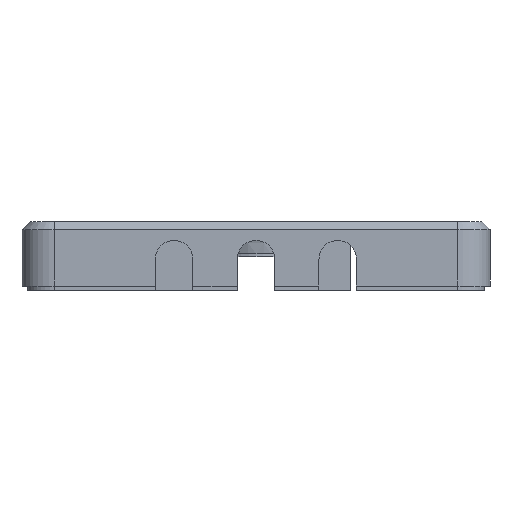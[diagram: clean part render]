
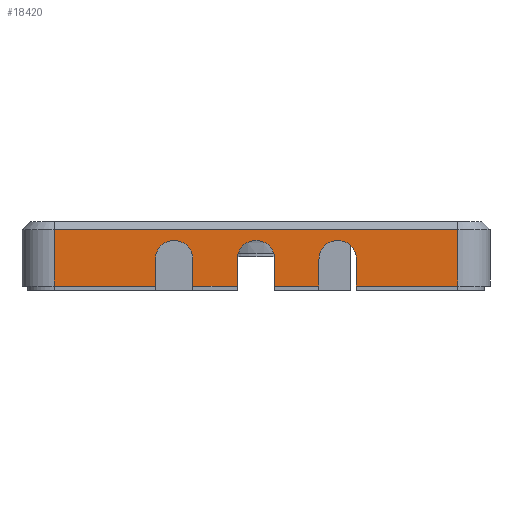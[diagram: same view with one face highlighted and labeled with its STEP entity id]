
A CAD part, front view. The second image highlights one B-rep face of the part: STEP entity #18420.
In plain terms, the highlighted planar face has unit normal (0, -1, 0).
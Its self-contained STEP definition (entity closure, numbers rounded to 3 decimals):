
#322=CIRCLE('',#19213,3.5);
#323=CIRCLE('',#19214,3.5);
#324=CIRCLE('',#19215,3.5);
#1481=FACE_OUTER_BOUND('',#2571,.T.);
#2571=EDGE_LOOP('',(#15962,#15963,#15964,#15965,#15966,#15967,#15968,#15969,
#15970,#15971,#15972,#15973,#15974,#15975,#15976,#15977));
#4903=LINE('',#32634,#6819);
#4907=LINE('',#32647,#6823);
#4909=LINE('',#32653,#6825);
#4910=LINE('',#32655,#6826);
#4911=LINE('',#32657,#6827);
#4912=LINE('',#32661,#6828);
#4913=LINE('',#32663,#6829);
#4914=LINE('',#32665,#6830);
#4915=LINE('',#32669,#6831);
#4916=LINE('',#32671,#6832);
#4917=LINE('',#32673,#6833);
#4918=LINE('',#32677,#6834);
#4919=LINE('',#32678,#6835);
#6819=VECTOR('',#22185,10.);
#6823=VECTOR('',#22201,10.);
#6825=VECTOR('',#22207,10.);
#6826=VECTOR('',#22208,10.);
#6827=VECTOR('',#22209,10.);
#6828=VECTOR('',#22212,10.);
#6829=VECTOR('',#22213,10.);
#6830=VECTOR('',#22214,10.);
#6831=VECTOR('',#22217,10.);
#6832=VECTOR('',#22218,10.);
#6833=VECTOR('',#22219,10.);
#6834=VECTOR('',#22222,10.);
#6835=VECTOR('',#22223,10.);
#8679=VERTEX_POINT('',#32624);
#8681=VERTEX_POINT('',#32632);
#8684=VERTEX_POINT('',#32646);
#8686=VERTEX_POINT('',#32652);
#8687=VERTEX_POINT('',#32654);
#8688=VERTEX_POINT('',#32656);
#8689=VERTEX_POINT('',#32658);
#8690=VERTEX_POINT('',#32660);
#8691=VERTEX_POINT('',#32662);
#8692=VERTEX_POINT('',#32664);
#8693=VERTEX_POINT('',#32666);
#8694=VERTEX_POINT('',#32668);
#8695=VERTEX_POINT('',#32670);
#8696=VERTEX_POINT('',#32672);
#8697=VERTEX_POINT('',#32674);
#8698=VERTEX_POINT('',#32676);
#11164=EDGE_CURVE('',#8679,#8681,#4903,.T.);
#11170=EDGE_CURVE('',#8684,#8681,#4907,.T.);
#11173=EDGE_CURVE('',#8686,#8679,#4909,.T.);
#11174=EDGE_CURVE('',#8687,#8686,#4910,.T.);
#11175=EDGE_CURVE('',#8688,#8687,#4911,.T.);
#11176=EDGE_CURVE('',#8689,#8688,#322,.T.);
#11177=EDGE_CURVE('',#8689,#8690,#4912,.T.);
#11178=EDGE_CURVE('',#8691,#8690,#4913,.T.);
#11179=EDGE_CURVE('',#8692,#8691,#4914,.T.);
#11180=EDGE_CURVE('',#8693,#8692,#323,.T.);
#11181=EDGE_CURVE('',#8693,#8694,#4915,.T.);
#11182=EDGE_CURVE('',#8695,#8694,#4916,.T.);
#11183=EDGE_CURVE('',#8696,#8695,#4917,.T.);
#11184=EDGE_CURVE('',#8697,#8696,#324,.T.);
#11185=EDGE_CURVE('',#8697,#8698,#4918,.T.);
#11186=EDGE_CURVE('',#8684,#8698,#4919,.T.);
#15962=ORIENTED_EDGE('',*,*,#11164,.F.);
#15963=ORIENTED_EDGE('',*,*,#11173,.F.);
#15964=ORIENTED_EDGE('',*,*,#11174,.F.);
#15965=ORIENTED_EDGE('',*,*,#11175,.F.);
#15966=ORIENTED_EDGE('',*,*,#11176,.F.);
#15967=ORIENTED_EDGE('',*,*,#11177,.T.);
#15968=ORIENTED_EDGE('',*,*,#11178,.F.);
#15969=ORIENTED_EDGE('',*,*,#11179,.F.);
#15970=ORIENTED_EDGE('',*,*,#11180,.F.);
#15971=ORIENTED_EDGE('',*,*,#11181,.T.);
#15972=ORIENTED_EDGE('',*,*,#11182,.F.);
#15973=ORIENTED_EDGE('',*,*,#11183,.F.);
#15974=ORIENTED_EDGE('',*,*,#11184,.F.);
#15975=ORIENTED_EDGE('',*,*,#11185,.T.);
#15976=ORIENTED_EDGE('',*,*,#11186,.F.);
#15977=ORIENTED_EDGE('',*,*,#11170,.T.);
#17505=PLANE('',#19212);
#18420=ADVANCED_FACE('',(#1481),#17505,.T.);
#19212=AXIS2_PLACEMENT_3D('',#32651,#22205,#22206);
#19213=AXIS2_PLACEMENT_3D('',#32659,#22210,#22211);
#19214=AXIS2_PLACEMENT_3D('',#32667,#22215,#22216);
#19215=AXIS2_PLACEMENT_3D('',#32675,#22220,#22221);
#22185=DIRECTION('',(1.,0.,0.));
#22201=DIRECTION('',(0.,0.,1.));
#22205=DIRECTION('center_axis',(0.,-1.,0.));
#22206=DIRECTION('ref_axis',(1.,0.,0.));
#22207=DIRECTION('',(0.,0.,1.));
#22208=DIRECTION('',(-1.,0.,0.));
#22209=DIRECTION('',(0.,0.,-1.));
#22210=DIRECTION('center_axis',(0.,-1.,0.));
#22211=DIRECTION('ref_axis',(0.707,0.,0.707));
#22212=DIRECTION('',(0.,0.,-1.));
#22213=DIRECTION('',(-1.,0.,0.));
#22214=DIRECTION('',(0.,0.,-1.));
#22215=DIRECTION('center_axis',(0.,-1.,0.));
#22216=DIRECTION('ref_axis',(0.707,0.,-0.707));
#22217=DIRECTION('',(0.,0.,-1.));
#22218=DIRECTION('',(-1.,0.,0.));
#22219=DIRECTION('',(0.,0.,-1.));
#22220=DIRECTION('center_axis',(0.,-1.,0.));
#22221=DIRECTION('ref_axis',(0.707,0.,0.707));
#22222=DIRECTION('',(0.,0.,-1.));
#22223=DIRECTION('',(-1.,0.,0.));
#32624=CARTESIAN_POINT('',(-37.64,-43.64,0.5));
#32632=CARTESIAN_POINT('',(37.64,-43.64,0.5));
#32634=CARTESIAN_POINT('',(-18.82,-43.64,0.5));
#32646=CARTESIAN_POINT('',(37.64,-43.64,-10.));
#32647=CARTESIAN_POINT('',(37.64,-43.64,0.));
#32651=CARTESIAN_POINT('Origin',(-37.64,-43.64,0.));
#32652=CARTESIAN_POINT('',(-37.64,-43.64,-10.));
#32653=CARTESIAN_POINT('',(-37.64,-43.64,0.));
#32654=CARTESIAN_POINT('',(-18.78,-43.64,-10.));
#32655=CARTESIAN_POINT('',(-37.64,-43.64,-10.));
#32656=CARTESIAN_POINT('',(-18.78,-43.64,-5.));
#32657=CARTESIAN_POINT('',(-18.78,-43.64,0.));
#32658=CARTESIAN_POINT('',(-11.78,-43.64,-5.));
#32659=CARTESIAN_POINT('Origin',(-15.28,-43.64,-5.));
#32660=CARTESIAN_POINT('',(-11.78,-43.64,-10.));
#32661=CARTESIAN_POINT('',(-11.78,-43.64,0.));
#32662=CARTESIAN_POINT('',(-3.5,-43.64,-10.));
#32663=CARTESIAN_POINT('',(-37.64,-43.64,-10.));
#32664=CARTESIAN_POINT('',(-3.5,-43.64,-5.));
#32665=CARTESIAN_POINT('',(-3.5,-43.64,0.));
#32666=CARTESIAN_POINT('',(3.5,-43.64,-5.));
#32667=CARTESIAN_POINT('Origin',(0.,-43.64,
-5.));
#32668=CARTESIAN_POINT('',(3.5,-43.64,-10.));
#32669=CARTESIAN_POINT('',(3.5,-43.64,0.));
#32670=CARTESIAN_POINT('',(11.74,-43.64,-10.));
#32671=CARTESIAN_POINT('',(-37.64,-43.64,-10.));
#32672=CARTESIAN_POINT('',(11.74,-43.64,-5.));
#32673=CARTESIAN_POINT('',(11.74,-43.64,0.));
#32674=CARTESIAN_POINT('',(18.74,-43.64,-5.));
#32675=CARTESIAN_POINT('Origin',(15.24,-43.64,-5.));
#32676=CARTESIAN_POINT('',(18.74,-43.64,-10.));
#32677=CARTESIAN_POINT('',(18.74,-43.64,0.));
#32678=CARTESIAN_POINT('',(-37.64,-43.64,-10.));
